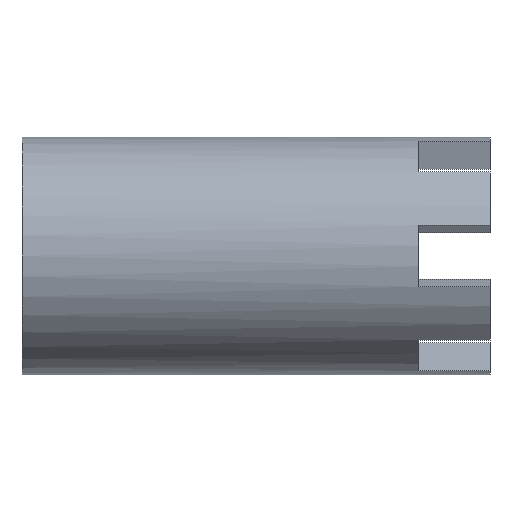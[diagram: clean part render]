
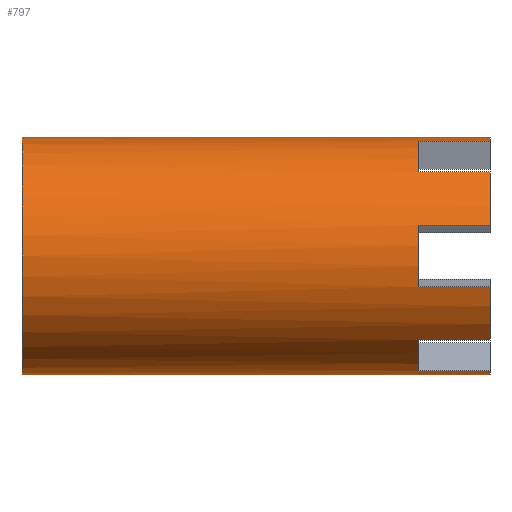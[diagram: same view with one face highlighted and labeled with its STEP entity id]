
A CAD part, left-side view. The second image highlights one B-rep face of the part: STEP entity #797.
In plain terms, the highlighted cylindrical face has radius 3.3 mm (diameter 6.6 mm), a partial arc.
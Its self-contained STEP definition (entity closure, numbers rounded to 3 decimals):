
#10 = CIRCLE ( 'NONE', #477, 3.3 ) ;
#17 = CARTESIAN_POINT ( 'NONE',  ( -0.854, -2., 3.188 ) ) ;
#23 = CIRCLE ( 'NONE', #556, 3.3 ) ;
#31 = CARTESIAN_POINT ( 'NONE',  ( 0., 0., 0. ) ) ;
#35 = VECTOR ( 'NONE', #555, 1000. ) ;
#42 = DIRECTION ( 'NONE',  ( 0., 0., 1. ) ) ;
#43 = VERTEX_POINT ( 'NONE', #469 ) ;
#53 = EDGE_CURVE ( 'NONE', #374, #565, #548, .T. ) ;
#60 = CARTESIAN_POINT ( 'NONE',  ( -3.188, -2., 0.854 ) ) ;
#71 = EDGE_CURVE ( 'NONE', #723, #626, #904, .T. ) ;
#81 = ORIENTED_EDGE ( 'NONE', *, *, #272, .F. ) ;
#82 = CARTESIAN_POINT ( 'NONE',  ( -0.854, -2., -3.188 ) ) ;
#96 = VERTEX_POINT ( 'NONE', #427 ) ;
#109 = DIRECTION ( 'NONE',  ( 0., 0., 1. ) ) ;
#123 = CARTESIAN_POINT ( 'NONE',  ( 0., 11., 3.3 ) ) ;
#142 = ORIENTED_EDGE ( 'NONE', *, *, #516, .T. ) ;
#149 = DIRECTION ( 'NONE',  ( 0., -1., 0. ) ) ;
#154 = DIRECTION ( 'NONE',  ( 0., 0., 1. ) ) ;
#165 = EDGE_CURVE ( 'NONE', #96, #213, #267, .T. ) ;
#169 = VECTOR ( 'NONE', #818, 1000. ) ;
#170 = EDGE_CURVE ( 'NONE', #43, #676, #187, .T. ) ;
#173 = EDGE_CURVE ( 'NONE', #565, #213, #354, .T. ) ;
#187 = LINE ( 'NONE', #281, #169 ) ;
#190 = LINE ( 'NONE', #894, #412 ) ;
#192 = DIRECTION ( 'NONE',  ( 0., 0., 1. ) ) ;
#194 = EDGE_CURVE ( 'NONE', #804, #430, #10, .T. ) ;
#203 = ORIENTED_EDGE ( 'NONE', *, *, #428, .T. ) ;
#208 = VECTOR ( 'NONE', #408, 1000. ) ;
#213 = VERTEX_POINT ( 'NONE', #707 ) ;
#225 = LINE ( 'NONE', #764, #282 ) ;
#232 = CARTESIAN_POINT ( 'NONE',  ( -2.333, -2., 2.333 ) ) ;
#242 = DIRECTION ( 'NONE',  ( 0., 1., 0. ) ) ;
#262 = EDGE_CURVE ( 'NONE', #363, #732, #846, .T. ) ;
#267 = CIRCLE ( 'NONE', #960, 3.3 ) ;
#271 = DIRECTION ( 'NONE',  ( 0., 0., 1. ) ) ;
#272 = EDGE_CURVE ( 'NONE', #430, #770, #550, .T. ) ;
#273 = ORIENTED_EDGE ( 'NONE', *, *, #741, .T. ) ;
#277 = DIRECTION ( 'NONE',  ( 0., -1., 0. ) ) ;
#281 = CARTESIAN_POINT ( 'NONE',  ( -2.333, -2., -2.333 ) ) ;
#282 = VECTOR ( 'NONE', #149, 1000. ) ;
#283 = CARTESIAN_POINT ( 'NONE',  ( 0., -2., 0. ) ) ;
#308 = CARTESIAN_POINT ( 'NONE',  ( 0., 11., 0. ) ) ;
#317 = ORIENTED_EDGE ( 'NONE', *, *, #194, .F. ) ;
#330 = LINE ( 'NONE', #17, #208 ) ;
#332 = EDGE_CURVE ( 'NONE', #995, #626, #330, .T. ) ;
#333 = ORIENTED_EDGE ( 'NONE', *, *, #53, .F. ) ;
#354 = LINE ( 'NONE', #591, #753 ) ;
#356 = AXIS2_PLACEMENT_3D ( 'NONE', #308, #468, #759 ) ;
#363 = VERTEX_POINT ( 'NONE', #767 ) ;
#366 = CARTESIAN_POINT ( 'NONE',  ( -0.854, 0., 3.188 ) ) ;
#374 = VERTEX_POINT ( 'NONE', #416 ) ;
#380 = FACE_OUTER_BOUND ( 'NONE', #791, .T. ) ;
#385 = CARTESIAN_POINT ( 'NONE',  ( 0., -2., -3.3 ) ) ;
#394 = CARTESIAN_POINT ( 'NONE',  ( 0., -2., 0. ) ) ;
#408 = DIRECTION ( 'NONE',  ( 0., 1., 0. ) ) ;
#412 = VECTOR ( 'NONE', #653, 1000. ) ;
#416 = CARTESIAN_POINT ( 'NONE',  ( -2.333, -2., 2.333 ) ) ;
#427 = CARTESIAN_POINT ( 'NONE',  ( -3.188, 0., -0.854 ) ) ;
#428 = EDGE_CURVE ( 'NONE', #754, #96, #190, .T. ) ;
#430 = VERTEX_POINT ( 'NONE', #123 ) ;
#434 = CARTESIAN_POINT ( 'NONE',  ( 0., -2., 0. ) ) ;
#441 = AXIS2_PLACEMENT_3D ( 'NONE', #656, #729, #724 ) ;
#454 = ORIENTED_EDGE ( 'NONE', *, *, #987, .F. ) ;
#462 = DIRECTION ( 'NONE',  ( 0., -1., 0. ) ) ;
#468 = DIRECTION ( 'NONE',  ( 0., -1., 0. ) ) ;
#469 = CARTESIAN_POINT ( 'NONE',  ( -2.333, -2., -2.333 ) ) ;
#471 = ORIENTED_EDGE ( 'NONE', *, *, #617, .F. ) ;
#477 = AXIS2_PLACEMENT_3D ( 'NONE', #875, #645, #109 ) ;
#482 = ORIENTED_EDGE ( 'NONE', *, *, #745, .F. ) ;
#487 = CARTESIAN_POINT ( 'NONE',  ( 0., 11., 3.3 ) ) ;
#516 = EDGE_CURVE ( 'NONE', #732, #676, #23, .T. ) ;
#548 = CIRCLE ( 'NONE', #568, 3.3 ) ;
#550 = LINE ( 'NONE', #487, #35 ) ;
#555 = DIRECTION ( 'NONE',  ( 0., -1., 0. ) ) ;
#556 = AXIS2_PLACEMENT_3D ( 'NONE', #584, #890, #192 ) ;
#565 = VERTEX_POINT ( 'NONE', #60 ) ;
#568 = AXIS2_PLACEMENT_3D ( 'NONE', #434, #277, #42 ) ;
#584 = CARTESIAN_POINT ( 'NONE',  ( 0., 0., 0. ) ) ;
#591 = CARTESIAN_POINT ( 'NONE',  ( -3.188, -2., 0.854 ) ) ;
#607 = ORIENTED_EDGE ( 'NONE', *, *, #71, .T. ) ;
#617 = EDGE_CURVE ( 'NONE', #754, #43, #848, .T. ) ;
#626 = VERTEX_POINT ( 'NONE', #366 ) ;
#640 = EDGE_CURVE ( 'NONE', #804, #874, #225, .T. ) ;
#643 = ORIENTED_EDGE ( 'NONE', *, *, #262, .T. ) ;
#645 = DIRECTION ( 'NONE',  ( 0., 1., 0. ) ) ;
#650 = DIRECTION ( 'NONE',  ( 0., 1., 0. ) ) ;
#653 = DIRECTION ( 'NONE',  ( 0., 1., 0. ) ) ;
#656 = CARTESIAN_POINT ( 'NONE',  ( 0., -2., 0. ) ) ;
#666 = DIRECTION ( 'NONE',  ( 0., 0., 1. ) ) ;
#671 = AXIS2_PLACEMENT_3D ( 'NONE', #394, #462, #154 ) ;
#676 = VERTEX_POINT ( 'NONE', #1002 ) ;
#689 = AXIS2_PLACEMENT_3D ( 'NONE', #744, #885, #271 ) ;
#707 = CARTESIAN_POINT ( 'NONE',  ( -3.188, 0., 0.854 ) ) ;
#718 = ORIENTED_EDGE ( 'NONE', *, *, #165, .T. ) ;
#723 = VERTEX_POINT ( 'NONE', #781 ) ;
#724 = DIRECTION ( 'NONE',  ( 0., 0., 1. ) ) ;
#729 = DIRECTION ( 'NONE',  ( 0., -1., 0. ) ) ;
#732 = VERTEX_POINT ( 'NONE', #854 ) ;
#741 = EDGE_CURVE ( 'NONE', #374, #723, #865, .T. ) ;
#744 = CARTESIAN_POINT ( 'NONE',  ( 0., 0., 0. ) ) ;
#745 = EDGE_CURVE ( 'NONE', #770, #995, #847, .T. ) ;
#753 = VECTOR ( 'NONE', #898, 1000. ) ;
#754 = VERTEX_POINT ( 'NONE', #1003 ) ;
#759 = DIRECTION ( 'NONE',  ( 0., 0., -1. ) ) ;
#763 = CARTESIAN_POINT ( 'NONE',  ( 0., -2., 3.3 ) ) ;
#764 = CARTESIAN_POINT ( 'NONE',  ( 0., 11., -3.3 ) ) ;
#767 = CARTESIAN_POINT ( 'NONE',  ( -0.854, -2., -3.188 ) ) ;
#770 = VERTEX_POINT ( 'NONE', #763 ) ;
#781 = CARTESIAN_POINT ( 'NONE',  ( -2.333, 0., 2.333 ) ) ;
#791 = EDGE_LOOP ( 'NONE', ( #81, #317, #909, #454, #643, #142, #807, #471, #203, #718, #930, #333, #273, #607, #915, #482 ) ) ;
#797 = ADVANCED_FACE ( 'NONE', ( #380 ), #938, .T. ) ;
#801 = VECTOR ( 'NONE', #843, 1000. ) ;
#803 = AXIS2_PLACEMENT_3D ( 'NONE', #283, #992, #823 ) ;
#804 = VERTEX_POINT ( 'NONE', #929 ) ;
#807 = ORIENTED_EDGE ( 'NONE', *, *, #170, .F. ) ;
#808 = CARTESIAN_POINT ( 'NONE',  ( -0.854, -2., 3.188 ) ) ;
#818 = DIRECTION ( 'NONE',  ( 0., 1., 0. ) ) ;
#823 = DIRECTION ( 'NONE',  ( 0., 0., 1. ) ) ;
#843 = DIRECTION ( 'NONE',  ( 0., 1., 0. ) ) ;
#846 = LINE ( 'NONE', #82, #908 ) ;
#847 = CIRCLE ( 'NONE', #671, 3.3 ) ;
#848 = CIRCLE ( 'NONE', #803, 3.3 ) ;
#854 = CARTESIAN_POINT ( 'NONE',  ( -0.854, 0., -3.188 ) ) ;
#865 = LINE ( 'NONE', #232, #801 ) ;
#870 = CIRCLE ( 'NONE', #441, 3.3 ) ;
#874 = VERTEX_POINT ( 'NONE', #385 ) ;
#875 = CARTESIAN_POINT ( 'NONE',  ( 0., 11., 0. ) ) ;
#885 = DIRECTION ( 'NONE',  ( 0., 1., 0. ) ) ;
#890 = DIRECTION ( 'NONE',  ( 0., 1., 0. ) ) ;
#894 = CARTESIAN_POINT ( 'NONE',  ( -3.188, -2., -0.854 ) ) ;
#898 = DIRECTION ( 'NONE',  ( 0., 1., 0. ) ) ;
#904 = CIRCLE ( 'NONE', #689, 3.3 ) ;
#908 = VECTOR ( 'NONE', #242, 1000. ) ;
#909 = ORIENTED_EDGE ( 'NONE', *, *, #640, .T. ) ;
#915 = ORIENTED_EDGE ( 'NONE', *, *, #332, .F. ) ;
#929 = CARTESIAN_POINT ( 'NONE',  ( 0., 11., -3.3 ) ) ;
#930 = ORIENTED_EDGE ( 'NONE', *, *, #173, .F. ) ;
#938 = CYLINDRICAL_SURFACE ( 'NONE', #356, 3.3 ) ;
#960 = AXIS2_PLACEMENT_3D ( 'NONE', #31, #650, #666 ) ;
#987 = EDGE_CURVE ( 'NONE', #363, #874, #870, .T. ) ;
#992 = DIRECTION ( 'NONE',  ( 0., -1., 0. ) ) ;
#995 = VERTEX_POINT ( 'NONE', #808 ) ;
#1002 = CARTESIAN_POINT ( 'NONE',  ( -2.333, 0., -2.333 ) ) ;
#1003 = CARTESIAN_POINT ( 'NONE',  ( -3.188, -2., -0.854 ) ) ;
